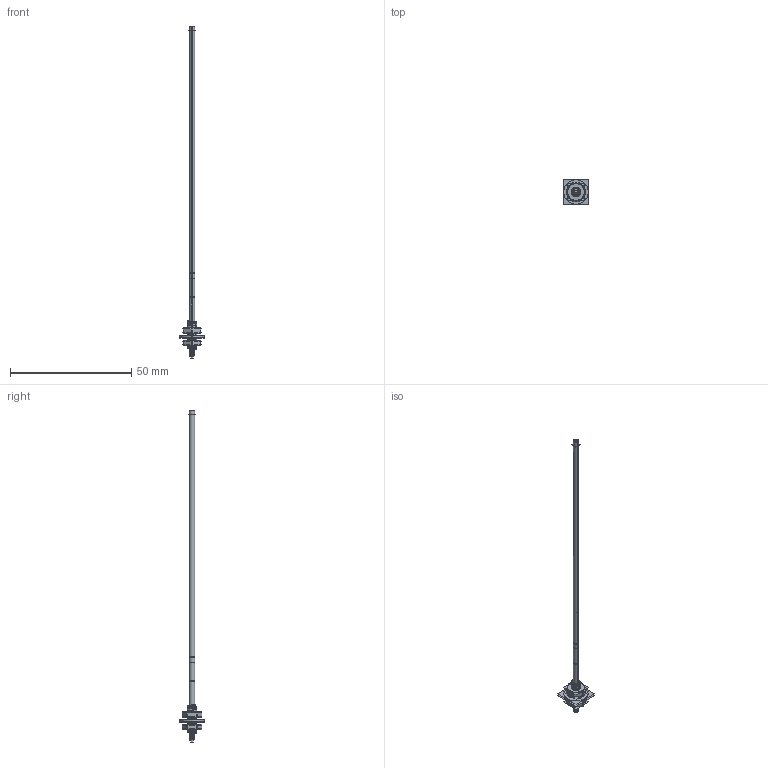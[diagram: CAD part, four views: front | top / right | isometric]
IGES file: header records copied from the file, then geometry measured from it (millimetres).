
Start section:  PTC IGES file: 161889.igs
Global section: file name: 161889.igs; native system: Creo Parametric by Parametric Technology Corporation; preprocessor: 2013230; author: pdmadmin; organization: Unknown; date: 20160105.115141; units: millimetre
Bounding box: 10.52 x 10.52 x 137 mm (x, y, z)
Volume: 736.8 mm3; surface area: 13374.3 mm2
Topology: 6 solids, 7 shells, 512 faces, 2686 edges, 3475 vertices
Faces by surface type: revolution 384, bspline 128
